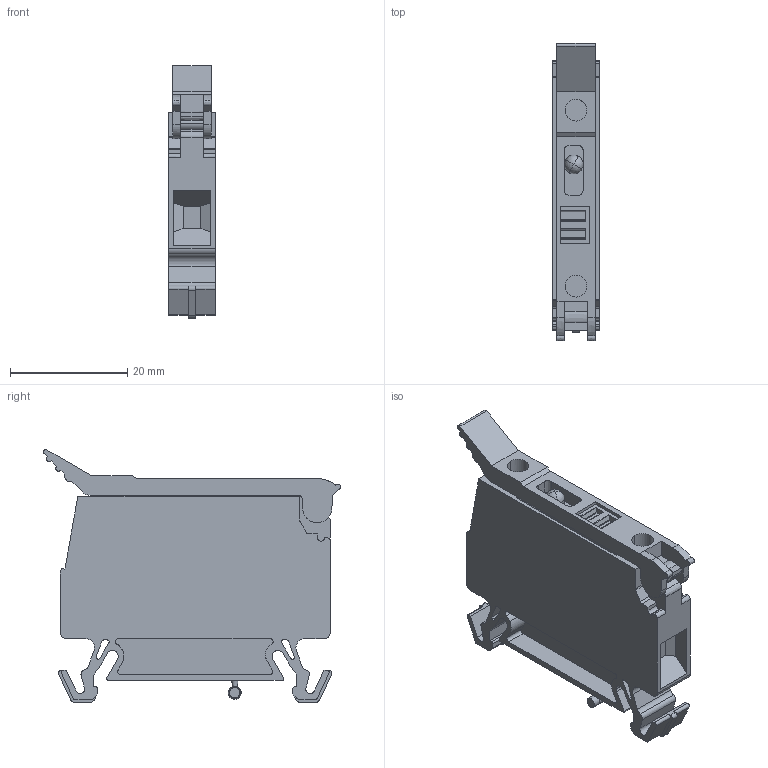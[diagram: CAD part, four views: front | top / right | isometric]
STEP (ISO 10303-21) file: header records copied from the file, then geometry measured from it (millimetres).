
FILE_DESCRIPTION(('CATIA V5 STEP Exchange','CAx-IF Rec.Pracs.--- Model Styling and Organization---1.4--- 2014-01-23'),'2;1');
FILE_NAME ('458115-1_0', '2023-05-19T08:23:40+00:00', ('none'), ('Weidmueller'), 'CATIA Version 5-6 Release 2016 SP3 HF44', 'CATIA V5 STEP AP214', 'none');
FILE_SCHEMA(('AUTOMOTIVE_DESIGN { 1 0 10303 214 1 1 1 1 }'));
Length unit declared in the file: millimetre
Products named in the file (1): 2564370000
Bounding box: 8 x 50.67 x 43.1 mm (x, y, z)
Volume: 8291.3 mm3; surface area: 7331.9 mm2
Topology: 3 solids, 3 shells, 352 faces, 1008 edges, 674 vertices
Faces by surface type: plane 216, cylinder 106, extrusion 20, cone 6, sphere 4
Entity records: 11963 total; most frequent: CARTESIAN_POINT 2769, ORIENTED_EDGE 2008, DIRECTION 1478, EDGE_CURVE 1004, VECTOR 740, LINE 720, VERTEX_POINT 674, AXIS2_PLACEMENT_3D 478
